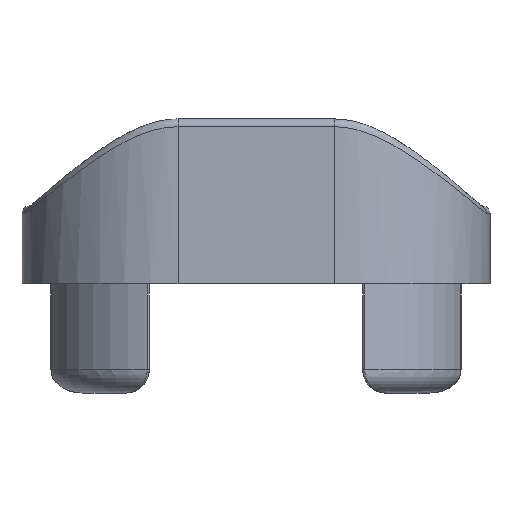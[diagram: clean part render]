
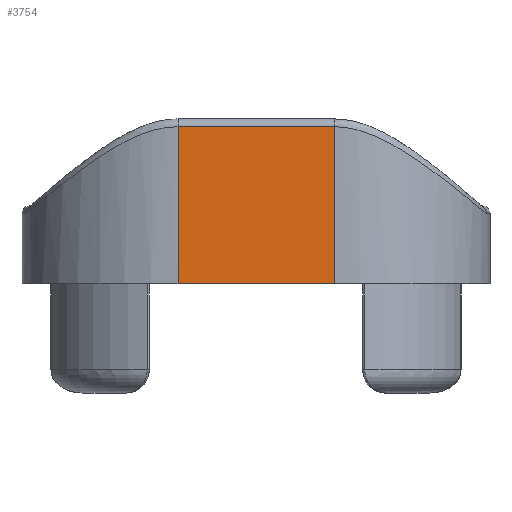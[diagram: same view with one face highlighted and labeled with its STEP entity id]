
A CAD part, left-side view. The second image highlights one B-rep face of the part: STEP entity #3754.
In plain terms, the highlighted planar face has unit normal (-1, 0, 0).
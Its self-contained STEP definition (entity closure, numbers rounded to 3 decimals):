
#53 = DIRECTION ( 'NONE',  ( 0., 0., -1. ) ) ;
#59 = CARTESIAN_POINT ( 'NONE',  ( -1803.839, 2002.36, 15. ) ) ;
#131 = CARTESIAN_POINT ( 'NONE',  ( -1803.839, 2012.36, 15. ) ) ;
#135 = DIRECTION ( 'NONE',  ( 0., 0., -1. ) ) ;
#466 = EDGE_CURVE ( 'NONE', #2300, #4720, #4345, .T. ) ;
#467 = EDGE_CURVE ( 'NONE', #2258, #4717, #4347, .T. ) ;
#667 = CARTESIAN_POINT ( 'NONE',  ( -1803.839, 2012.36, 10.077 ) ) ;
#717 = CARTESIAN_POINT ( 'NONE',  ( -1803.839, 2002.36, 10.077 ) ) ;
#1668 = CARTESIAN_POINT ( 'NONE',  ( -1803.839, 2012.36, 15. ) ) ;
#1672 = PLANE ( 'NONE',  #2027 ) ;
#1674 = DIRECTION ( 'NONE',  ( 1., 0., 0. ) ) ;
#1675 = DIRECTION ( 'NONE',  ( 0., 0., -1. ) ) ;
#1837 = CARTESIAN_POINT ( 'NONE',  ( -1803.839, 2002.36, 0. ) ) ;
#1840 = CARTESIAN_POINT ( 'NONE',  ( -1803.839, 2012.36, 0. ) ) ;
#2027 = AXIS2_PLACEMENT_3D ( 'NONE', #1668, #1674, #1675 ) ;
#2258 = VERTEX_POINT ( 'NONE', #717 ) ;
#2300 = VERTEX_POINT ( 'NONE', #667 ) ;
#2483 = ORIENTED_EDGE ( 'NONE', *, *, #3220, .T. ) ;
#2489 = ORIENTED_EDGE ( 'NONE', *, *, #467, .F. ) ;
#2491 = ORIENTED_EDGE ( 'NONE', *, *, #3299, .T. ) ;
#2492 = ORIENTED_EDGE ( 'NONE', *, *, #466, .T. ) ;
#3220 = EDGE_CURVE ( 'NONE', #2258, #2300, #4153, .T. ) ;
#3299 = EDGE_CURVE ( 'NONE', #4720, #4717, #4030, .T. ) ;
#3638 = DIRECTION ( 'NONE',  ( 0., -1., 0. ) ) ;
#3640 = CARTESIAN_POINT ( 'NONE',  ( -1803.839, 2012.36, 0. ) ) ;
#3754 = ADVANCED_FACE ( 'NONE', ( #4467 ), #1672, .F. ) ;
#4028 = VECTOR ( 'NONE', #3638, 1000. ) ;
#4030 = LINE ( 'NONE', #3640, #4028 ) ;
#4151 = VECTOR ( 'NONE', #5426, 1000. ) ;
#4153 = LINE ( 'NONE', #5401, #4151 ) ;
#4342 = VECTOR ( 'NONE', #53, 1000. ) ;
#4344 = VECTOR ( 'NONE', #135, 1000. ) ;
#4345 = LINE ( 'NONE', #131, #4344 ) ;
#4347 = LINE ( 'NONE', #59, #4342 ) ;
#4467 = FACE_OUTER_BOUND ( 'NONE', #4887, .T. ) ;
#4717 = VERTEX_POINT ( 'NONE', #1837 ) ;
#4720 = VERTEX_POINT ( 'NONE', #1840 ) ;
#4887 = EDGE_LOOP ( 'NONE', ( #2489, #2483, #2492, #2491 ) ) ;
#5401 = CARTESIAN_POINT ( 'NONE',  ( -1803.839, 2012.36, 10.077 ) ) ;
#5426 = DIRECTION ( 'NONE',  ( 0., 1., 0. ) ) ;
